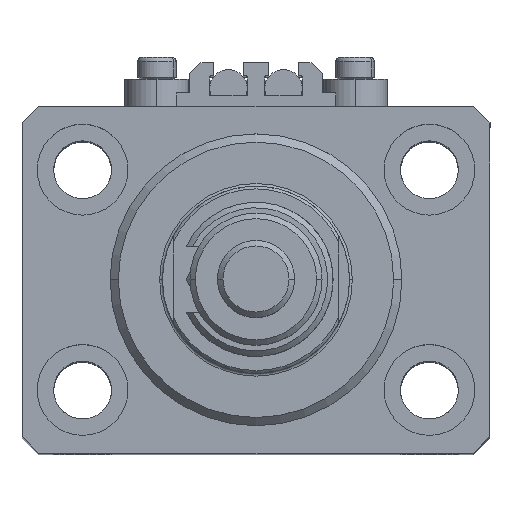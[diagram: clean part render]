
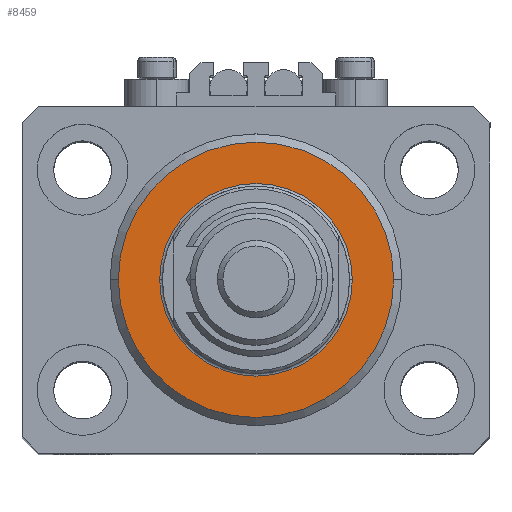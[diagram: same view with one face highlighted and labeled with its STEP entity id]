
A CAD part, top view. The second image highlights one B-rep face of the part: STEP entity #8459.
In plain terms, the highlighted face is planar.
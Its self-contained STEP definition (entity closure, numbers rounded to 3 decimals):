
#1139 = DIRECTION ( 'NONE',  ( 0., 0., 1. ) ) ;
#1969 = CARTESIAN_POINT ( 'NONE',  ( 0., 0., 0. ) ) ;
#2496 = EDGE_CURVE ( 'NONE', #8070, #5618, #10371, .T. ) ;
#3711 = AXIS2_PLACEMENT_3D ( 'NONE', #1969, #26013, #13982 ) ;
#4317 = DIRECTION ( 'NONE',  ( 1., 0., 0. ) ) ;
#5001 = CARTESIAN_POINT ( 'NONE',  ( 25., 0., 0. ) ) ;
#5618 = VERTEX_POINT ( 'NONE', #51128 ) ;
#7541 = CARTESIAN_POINT ( 'NONE',  ( 0., 0., 0. ) ) ;
#7791 = FACE_BOUND ( 'NONE', #19298, .T. ) ;
#8070 = VERTEX_POINT ( 'NONE', #47368 ) ;
#8459 = ADVANCED_FACE ( 'NONE', ( #7791, #19558 ), #11716, .F. ) ;
#9509 = DIRECTION ( 'NONE',  ( 1., 0., 0. ) ) ;
#10371 = CIRCLE ( 'NONE', #3711, 17.5 ) ;
#11716 = PLANE ( 'NONE',  #37354 ) ;
#13165 = DIRECTION ( 'NONE',  ( 0., 0., -1. ) ) ;
#13461 = VERTEX_POINT ( 'NONE', #5001 ) ;
#13982 = DIRECTION ( 'NONE',  ( 1., 0., 0. ) ) ;
#17577 = EDGE_LOOP ( 'NONE', ( #25406, #51072 ) ) ;
#18446 = EDGE_CURVE ( 'NONE', #13461, #35519, #30126, .T. ) ;
#18582 = AXIS2_PLACEMENT_3D ( 'NONE', #34206, #46526, #50706 ) ;
#19038 = DIRECTION ( 'NONE',  ( 0., 0., 1. ) ) ;
#19298 = EDGE_LOOP ( 'NONE', ( #46347, #48147 ) ) ;
#19558 = FACE_OUTER_BOUND ( 'NONE', #17577, .T. ) ;
#20506 = AXIS2_PLACEMENT_3D ( 'NONE', #21026, #1139, #4317 ) ;
#21026 = CARTESIAN_POINT ( 'NONE',  ( 0., 0., 0. ) ) ;
#22857 = EDGE_CURVE ( 'NONE', #5618, #8070, #36375, .T. ) ;
#24935 = CARTESIAN_POINT ( 'NONE',  ( 0., 0., 0. ) ) ;
#25406 = ORIENTED_EDGE ( 'NONE', *, *, #18446, .T. ) ;
#26013 = DIRECTION ( 'NONE',  ( 0., 0., 1. ) ) ;
#29378 = CIRCLE ( 'NONE', #18582, 25. ) ;
#30126 = CIRCLE ( 'NONE', #31763, 25. ) ;
#31763 = AXIS2_PLACEMENT_3D ( 'NONE', #24935, #13165, #9509 ) ;
#34206 = CARTESIAN_POINT ( 'NONE',  ( 0., 0., 0. ) ) ;
#35519 = VERTEX_POINT ( 'NONE', #36828 ) ;
#36375 = CIRCLE ( 'NONE', #20506, 17.5 ) ;
#36828 = CARTESIAN_POINT ( 'NONE',  ( -25., 0., 0. ) ) ;
#37354 = AXIS2_PLACEMENT_3D ( 'NONE', #7541, #19038, #43633 ) ;
#38917 = EDGE_CURVE ( 'NONE', #35519, #13461, #29378, .T. ) ;
#43633 = DIRECTION ( 'NONE',  ( 1., 0., 0. ) ) ;
#46347 = ORIENTED_EDGE ( 'NONE', *, *, #2496, .T. ) ;
#46526 = DIRECTION ( 'NONE',  ( 0., 0., -1. ) ) ;
#47368 = CARTESIAN_POINT ( 'NONE',  ( 17.5, 0., 0. ) ) ;
#48147 = ORIENTED_EDGE ( 'NONE', *, *, #22857, .T. ) ;
#50706 = DIRECTION ( 'NONE',  ( 1., 0., 0. ) ) ;
#51072 = ORIENTED_EDGE ( 'NONE', *, *, #38917, .T. ) ;
#51128 = CARTESIAN_POINT ( 'NONE',  ( -17.5, 0., 0. ) ) ;
